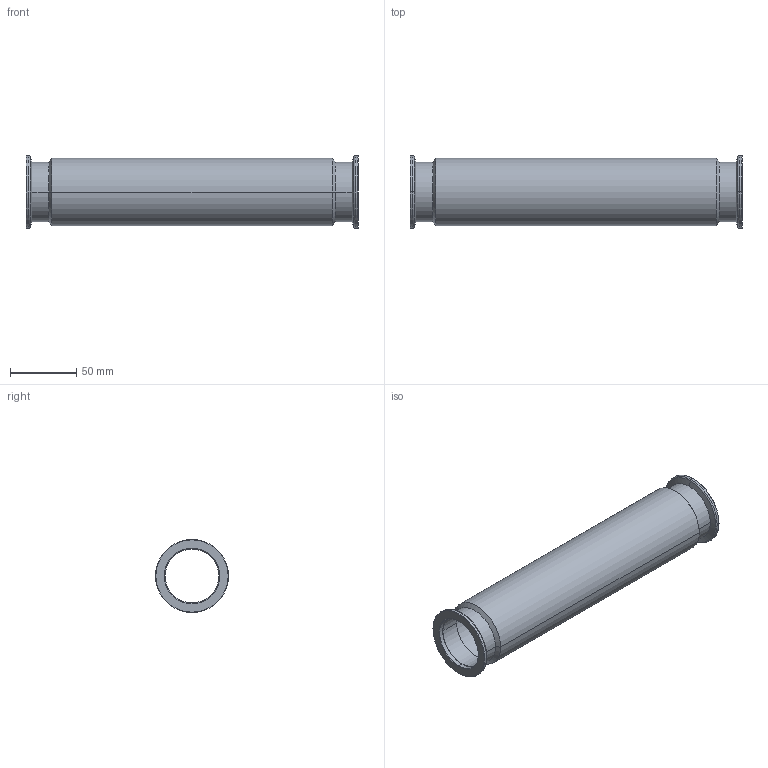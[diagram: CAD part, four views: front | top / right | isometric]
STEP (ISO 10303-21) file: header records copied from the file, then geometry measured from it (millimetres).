
FILE_DESCRIPTION (( 'STEP AP214' ), '1' );
FILE_NAME ('Hositrad_KX40-250.STEP', '2017-05-31T14:50:51', ( 'Gebruiker' ), ( '' ), 'SwSTEP 2.0', 'SolidWorks 2017', '' );
FILE_SCHEMA (( 'AUTOMOTIVE_DESIGN' ));
Length unit declared in the file: millimetre
Products named in the file (3): KF40-44.5WS; KF-Hydro-Formed-Bellow-All-250_KX40-250; Hositrad_KX40-250
Assembly tree (3 placements, depth 2):
  Hositrad_KX40-250
    KF-Hydro-Formed-Bellow-All-250_KX40-250
    KF40-44.5WS  x2
Bounding box: 250 x 55 x 55 mm (x, y, z)
Volume: 82058 mm3; surface area: 81331.4 mm2
Topology: 3 solids, 3 shells, 54 faces, 108 edges, 60 vertices
Faces by surface type: cylinder 24, cone 16, torus 8, plane 6
Entity records: 1104 total; most frequent: DIRECTION 210, CARTESIAN_POINT 162, ORIENTED_EDGE 152, AXIS2_PLACEMENT_3D 90, EDGE_CURVE 76, CIRCLE 46, EDGE_LOOP 42, VERTEX_POINT 42
